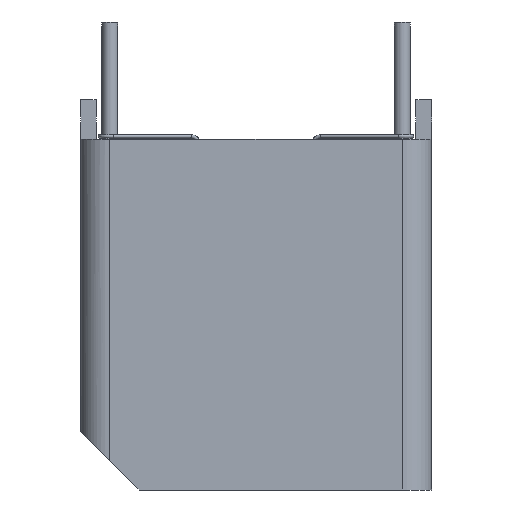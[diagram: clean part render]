
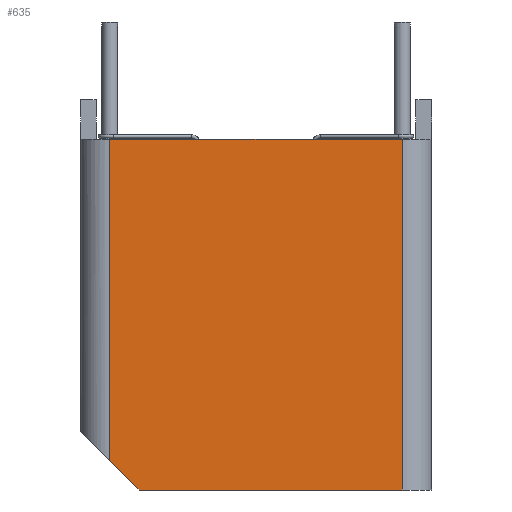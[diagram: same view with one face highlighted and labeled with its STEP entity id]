
A CAD part, front view. The second image highlights one B-rep face of the part: STEP entity #635.
In plain terms, the highlighted planar face has unit normal (0, -1, 0).
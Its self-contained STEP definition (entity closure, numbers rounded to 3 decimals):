
#544=CARTESIAN_POINT('',(-6.,-6.25,0.));
#545=VERTEX_POINT('',#544);
#579=CARTESIAN_POINT('',(7.5,-6.25,0.0));
#580=VERTEX_POINT('',#579);
#588=CARTESIAN_POINT('',(-6.,-6.25,0.0));
#589=DIRECTION('',(1.0,0.0,0.0));
#590=VECTOR('',#589,13.5);
#591=LINE('',#588,#590);
#592=EDGE_CURVE('',#545,#580,#591,.T.);
#597=CARTESIAN_POINT('',(7.5,-6.25,0.0));
#598=DIRECTION('',(0.0,-1.0,0.0));
#599=DIRECTION('',(0.0,0.0,-1.0));
#600=AXIS2_PLACEMENT_3D('',#597,#598,#599);
#601=PLANE('',#600);
#602=CARTESIAN_POINT('',(-7.5,-6.25,1.5));
#603=VERTEX_POINT('',#602);
#604=CARTESIAN_POINT('',(-7.5,-6.25,1.5));
#605=DIRECTION('',(0.707,0.0,-0.707));
#606=VECTOR('',#605,2.121);
#607=LINE('',#604,#606);
#608=EDGE_CURVE('',#603,#545,#607,.T.);
#609=ORIENTED_EDGE('',*,*,#608,.T.);
#610=ORIENTED_EDGE('',*,*,#592,.T.);
#611=CARTESIAN_POINT('',(7.5,-6.25,18.0));
#612=VERTEX_POINT('',#611);
#613=CARTESIAN_POINT('',(7.5,-6.25,0.0));
#614=DIRECTION('',(0.0,0.0,1.0));
#615=VECTOR('',#614,18.0);
#616=LINE('',#613,#615);
#617=EDGE_CURVE('',#580,#612,#616,.T.);
#618=ORIENTED_EDGE('',*,*,#617,.T.);
#619=CARTESIAN_POINT('',(-7.5,-6.25,18.0));
#620=VERTEX_POINT('',#619);
#621=CARTESIAN_POINT('',(7.5,-6.25,18.0));
#622=DIRECTION('',(-1.0,0.0,0.0));
#623=VECTOR('',#622,15.0);
#624=LINE('',#621,#623);
#625=EDGE_CURVE('',#612,#620,#624,.T.);
#626=ORIENTED_EDGE('',*,*,#625,.T.);
#627=CARTESIAN_POINT('',(-7.5,-6.25,1.5));
#628=DIRECTION('',(0.0,0.0,1.0));
#629=VECTOR('',#628,16.5);
#630=LINE('',#627,#629);
#631=EDGE_CURVE('',#603,#620,#630,.T.);
#632=ORIENTED_EDGE('',*,*,#631,.F.);
#633=EDGE_LOOP('',(#609,#610,#618,#626,#632));
#634=FACE_OUTER_BOUND('',#633,.T.);
#635=ADVANCED_FACE('',(#634),#601,.T.);
